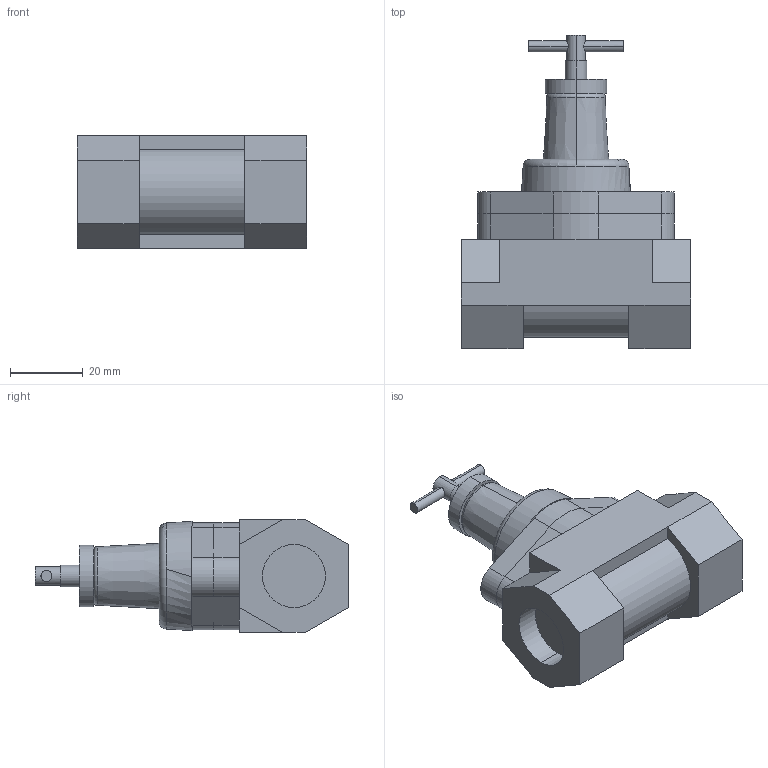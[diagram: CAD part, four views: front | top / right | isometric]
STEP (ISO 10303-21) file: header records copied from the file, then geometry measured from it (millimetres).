
FILE_DESCRIPTION (( 'STEP AP214' ), '1' );
FILE_NAME ('SC6S-04-10A.STEP', '2025-09-02T02:16:40', ( '' ), ( '' ), 'SwSTEP 2.0', 'SolidWorks 2023', '' );
FILE_SCHEMA (( 'AUTOMOTIVE_DESIGN' ));
Length unit declared in the file: millimetre
Products named in the file (1): SC6S-04-10A
Bounding box: 63 x 86 x 31 mm (x, y, z)
Volume: 70139.1 mm3; surface area: 15524.1 mm2
Topology: 2 solids, 2 shells, 79 faces, 188 edges, 122 vertices
Faces by surface type: plane 46, cylinder 25, torus 4, cone 2, bspline 2
Entity records: 2422 total; most frequent: CARTESIAN_POINT 510, DIRECTION 406, ORIENTED_EDGE 376, EDGE_CURVE 188, AXIS2_PLACEMENT_3D 146, VERTEX_POINT 122, VECTOR 114, LINE 114
